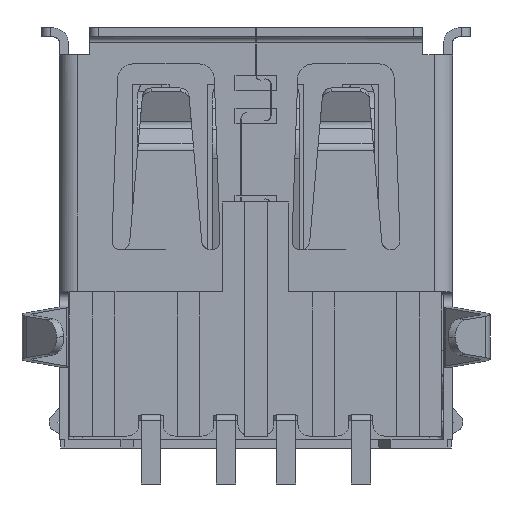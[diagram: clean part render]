
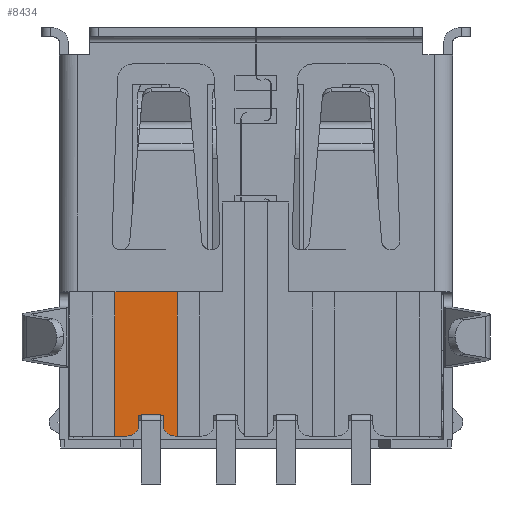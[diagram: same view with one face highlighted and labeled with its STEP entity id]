
A CAD part, front view. The second image highlights one B-rep face of the part: STEP entity #8434.
In plain terms, the highlighted face is planar.
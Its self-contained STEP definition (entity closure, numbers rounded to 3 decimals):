
#233 = ORIENTED_EDGE ( 'NONE', *, *, #17808, .T. ) ;
#618 = EDGE_CURVE ( 'NONE', #21974, #3991, #2473, .T. ) ;
#675 = LINE ( 'NONE', #9806, #23292 ) ;
#725 = CARTESIAN_POINT ( 'NONE',  ( 0.1, -34.829, -6.7 ) ) ;
#933 = CARTESIAN_POINT ( 'NONE',  ( 0.1, -4.7, -6.7 ) ) ;
#1244 = EDGE_CURVE ( 'NONE', #2961, #24725, #17983, .T. ) ;
#1475 = ORIENTED_EDGE ( 'NONE', *, *, #1244, .F. ) ;
#1978 = VECTOR ( 'NONE', #27195, 1000. ) ;
#2473 = LINE ( 'NONE', #25520, #9768 ) ;
#2482 = CARTESIAN_POINT ( 'NONE',  ( 0.1, -34.829, -6.7 ) ) ;
#2961 = VERTEX_POINT ( 'NONE', #22168 ) ;
#3142 = EDGE_CURVE ( 'NONE', #3766, #8144, #9405, .T. ) ;
#3261 = LINE ( 'NONE', #11935, #9656 ) ;
#3766 = VERTEX_POINT ( 'NONE', #13162 ) ;
#3852 = EDGE_CURVE ( 'NONE', #3991, #9012, #13059, .T. ) ;
#3991 = VERTEX_POINT ( 'NONE', #12675 ) ;
#5056 = DIRECTION ( 'NONE',  ( 0., 0., 1. ) ) ;
#5342 = ORIENTED_EDGE ( 'NONE', *, *, #618, .F. ) ;
#5723 = VECTOR ( 'NONE', #23641, 1000. ) ;
#5799 = ORIENTED_EDGE ( 'NONE', *, *, #3852, .F. ) ;
#6384 = CARTESIAN_POINT ( 'NONE',  ( 0.8, -3.9, -6.7 ) ) ;
#6950 = FACE_OUTER_BOUND ( 'NONE', #26674, .T. ) ;
#7044 = DIRECTION ( 'NONE',  ( 0., 0., 1. ) ) ;
#7258 = DIRECTION ( 'NONE',  ( 0., -1., 0. ) ) ;
#7312 = VECTOR ( 'NONE', #26856, 1000. ) ;
#7329 = EDGE_CURVE ( 'NONE', #26246, #14482, #675, .T. ) ;
#7783 = LINE ( 'NONE', #933, #24047 ) ;
#7828 = EDGE_CURVE ( 'NONE', #14482, #21974, #22328, .T. ) ;
#7919 = AXIS2_PLACEMENT_3D ( 'NONE', #725, #11977, #7258 ) ;
#8144 = VERTEX_POINT ( 'NONE', #10197 ) ;
#8434 = ADVANCED_FACE ( 'NONE', ( #6950 ), #21374, .T. ) ;
#8779 = ORIENTED_EDGE ( 'NONE', *, *, #7329, .F. ) ;
#9012 = VERTEX_POINT ( 'NONE', #29881 ) ;
#9317 = CARTESIAN_POINT ( 'NONE',  ( 0.5, -3.1, -6.7 ) ) ;
#9322 = DIRECTION ( 'NONE',  ( -1., 0., 0. ) ) ;
#9405 = LINE ( 'NONE', #25754, #5723 ) ;
#9656 = VECTOR ( 'NONE', #25852, 1000. ) ;
#9768 = VECTOR ( 'NONE', #9322, 1000. ) ;
#9794 = LINE ( 'NONE', #2482, #13430 ) ;
#9806 = CARTESIAN_POINT ( 'NONE',  ( 1.1, -3.1, -6.7 ) ) ;
#10197 = CARTESIAN_POINT ( 'NONE',  ( 4.9, -2.625, -6.7 ) ) ;
#10802 = ORIENTED_EDGE ( 'NONE', *, *, #22273, .F. ) ;
#11935 = CARTESIAN_POINT ( 'NONE',  ( 0.1, -2.625, -6.7 ) ) ;
#11977 = DIRECTION ( 'NONE',  ( 0., 0., -1. ) ) ;
#12675 = CARTESIAN_POINT ( 'NONE',  ( 0.5, -3.9, -6.7 ) ) ;
#12939 = ORIENTED_EDGE ( 'NONE', *, *, #26026, .T. ) ;
#13059 = CIRCLE ( 'NONE', #25120, 0.4 ) ;
#13162 = CARTESIAN_POINT ( 'NONE',  ( 4.9, -4.7, -6.7 ) ) ;
#13430 = VECTOR ( 'NONE', #19187, 1000. ) ;
#13864 = EDGE_CURVE ( 'NONE', #3766, #22848, #7783, .T. ) ;
#14191 = CARTESIAN_POINT ( 'NONE',  ( 0.5, -4.3, -6.7 ) ) ;
#14344 = CARTESIAN_POINT ( 'NONE',  ( 0.5, -2.7, -6.7 ) ) ;
#14482 = VERTEX_POINT ( 'NONE', #22808 ) ;
#14971 = DIRECTION ( 'NONE',  ( 1., 0., 0. ) ) ;
#15081 = DIRECTION ( 'NONE',  ( -1., 0., 0. ) ) ;
#15515 = ORIENTED_EDGE ( 'NONE', *, *, #7828, .F. ) ;
#15850 = ORIENTED_EDGE ( 'NONE', *, *, #13864, .T. ) ;
#16184 = CARTESIAN_POINT ( 'NONE',  ( 0.1, -2.7, -6.7 ) ) ;
#17808 = EDGE_CURVE ( 'NONE', #22848, #9012, #9794, .T. ) ;
#17983 = LINE ( 'NONE', #22822, #1978 ) ;
#19187 = DIRECTION ( 'NONE',  ( 0., 1., 0. ) ) ;
#20245 = ORIENTED_EDGE ( 'NONE', *, *, #3142, .F. ) ;
#20714 = DIRECTION ( 'NONE',  ( 1., 0., 0. ) ) ;
#21374 = PLANE ( 'NONE',  #7919 ) ;
#21974 = VERTEX_POINT ( 'NONE', #28745 ) ;
#22168 = CARTESIAN_POINT ( 'NONE',  ( 0.1, -2.625, -6.7 ) ) ;
#22273 = EDGE_CURVE ( 'NONE', #24725, #26246, #23041, .T. ) ;
#22328 = LINE ( 'NONE', #6384, #7312 ) ;
#22808 = CARTESIAN_POINT ( 'NONE',  ( 0.8, -3.1, -6.7 ) ) ;
#22822 = CARTESIAN_POINT ( 'NONE',  ( 0.1, -34.829, -6.7 ) ) ;
#22848 = VERTEX_POINT ( 'NONE', #24738 ) ;
#23041 = CIRCLE ( 'NONE', #29793, 0.4 ) ;
#23292 = VECTOR ( 'NONE', #14971, 1000. ) ;
#23641 = DIRECTION ( 'NONE',  ( 0., 1., 0. ) ) ;
#24047 = VECTOR ( 'NONE', #15081, 1000. ) ;
#24725 = VERTEX_POINT ( 'NONE', #16184 ) ;
#24738 = CARTESIAN_POINT ( 'NONE',  ( 0.1, -4.7, -6.7 ) ) ;
#25120 = AXIS2_PLACEMENT_3D ( 'NONE', #14191, #5056, #25238 ) ;
#25238 = DIRECTION ( 'NONE',  ( 1., 0., 0. ) ) ;
#25520 = CARTESIAN_POINT ( 'NONE',  ( 0.5, -3.9, -6.7 ) ) ;
#25754 = CARTESIAN_POINT ( 'NONE',  ( 4.9, -34.829, -6.7 ) ) ;
#25852 = DIRECTION ( 'NONE',  ( 1., 0., 0. ) ) ;
#26026 = EDGE_CURVE ( 'NONE', #2961, #8144, #3261, .T. ) ;
#26246 = VERTEX_POINT ( 'NONE', #9317 ) ;
#26674 = EDGE_LOOP ( 'NONE', ( #12939, #20245, #15850, #233, #5799, #5342, #15515, #8779, #10802, #1475 ) ) ;
#26856 = DIRECTION ( 'NONE',  ( 0., -1., 0. ) ) ;
#27195 = DIRECTION ( 'NONE',  ( 0., -1., 0. ) ) ;
#28745 = CARTESIAN_POINT ( 'NONE',  ( 0.8, -3.9, -6.7 ) ) ;
#29793 = AXIS2_PLACEMENT_3D ( 'NONE', #14344, #7044, #20714 ) ;
#29881 = CARTESIAN_POINT ( 'NONE',  ( 0.1, -4.3, -6.7 ) ) ;
